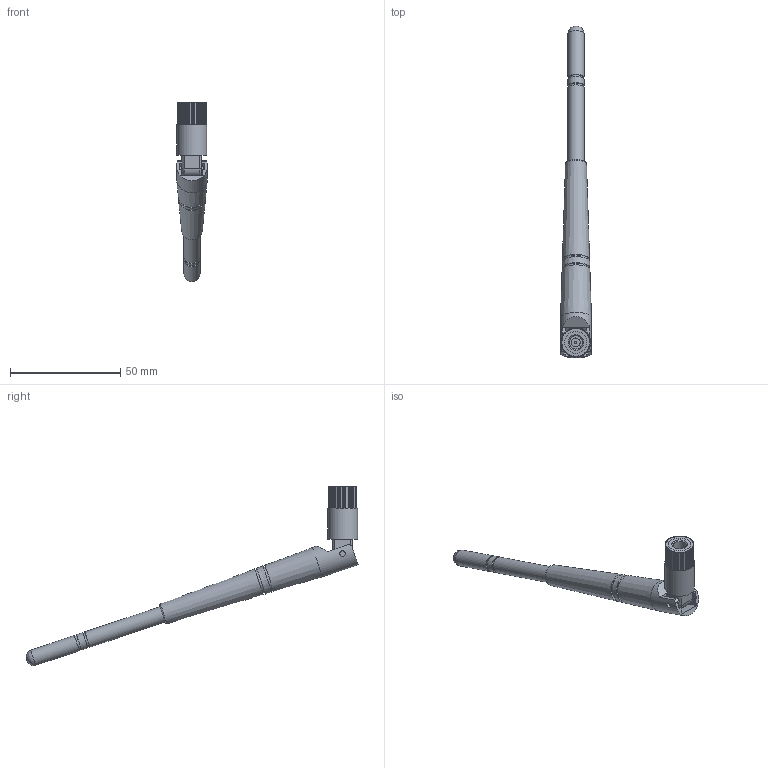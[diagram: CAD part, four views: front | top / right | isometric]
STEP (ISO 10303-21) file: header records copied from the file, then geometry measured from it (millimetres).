
FILE_DESCRIPTION((''),'2;1');
FILE_NAME('BT_Antenna_Assem.stp','2012-08-22T20:17:07',('John'),(''),'Autodesk Inventor 2012','Autodesk Inventor 2012','');
FILE_SCHEMA(('AUTOMOTIVE_DESIGN { 1 0 10303 214 1 1 1 1 }'));
Length unit declared in the file: millimetre
Products named in the file (3): BT_Antenna_Assem; BT_Antenna1; BT_Antenna2
Assembly tree (2 placements, depth 2):
  BT_Antenna_Assem
    BT_Antenna1
    BT_Antenna2
Bounding box: 14 x 150.41 x 81.24 mm (x, y, z)
Volume: 15562.2 mm3; surface area: 8125.5 mm2
Topology: 2 solids, 2 shells, 153 faces, 382 edges, 251 vertices
Faces by surface type: cylinder 93, plane 50, cone 8, torus 1, bspline 1
Full cylindrical faces by diameter (mm): 1 x1, 2.5 x2, 2.75 x2, 4 x1, 6 x2, 6.25 x2, 7.25 x3, 10 x1, 10.01 x1, 11 x2, 13.5 x1, 14 x1
Entity records: 4813 total; most frequent: CARTESIAN_POINT 865, DIRECTION 864, ORIENTED_EDGE 702, AXIS2_PLACEMENT_3D 357, EDGE_CURVE 351, VERTEX_POINT 245, EDGE_LOOP 200, CIRCLE 197
